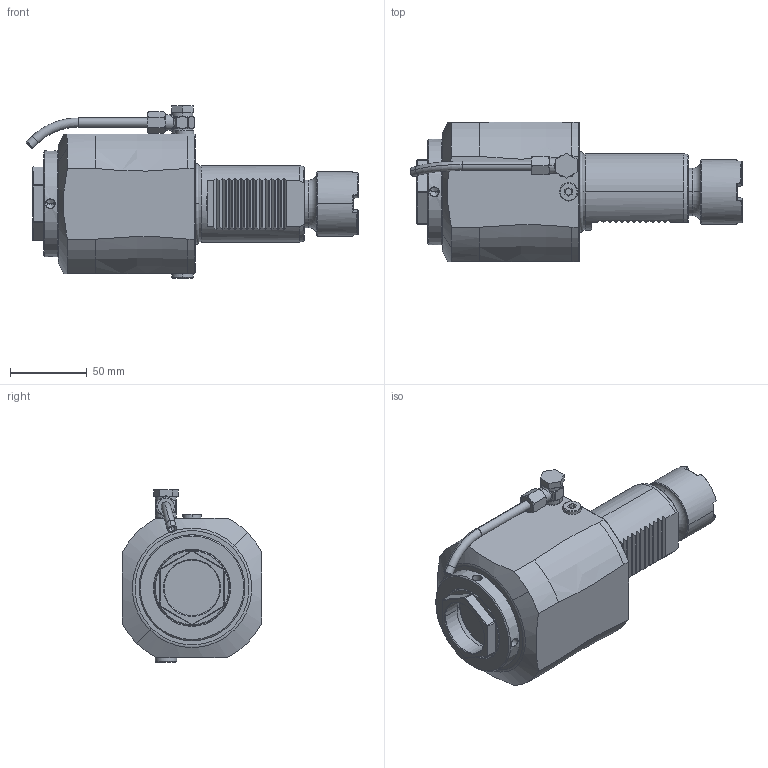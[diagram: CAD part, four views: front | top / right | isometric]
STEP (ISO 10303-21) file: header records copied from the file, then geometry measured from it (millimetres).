
FILE_DESCRIPTION((''),'2;1');
FILE_NAME('NGT1_50_155_40_3HDJA','2025-04-08T',('vali'),('NOVA GRUP'),'PRO/ENGINEER BY PARAMETRIC TECHNOLOGY CORPORATION, 2010280','PRO/ENGINEER BY PARAMETRIC TECHNOLOGY CORPORATION, 2010280','');
FILE_SCHEMA(('CONFIG_CONTROL_DESIGN'));
Length unit declared in the file: millimetre
Products named in the file (1): NGT1_50_155_40_3HDJA
Bounding box: 216.44 x 91 x 112.4 mm (x, y, z)
Volume: 862973.4 mm3; surface area: 70881.6 mm2
Topology: 1 solids, 2 shells, 415 faces, 1035 edges, 636 vertices
Faces by surface type: plane 159, cylinder 104, cone 59, bspline 54, torus 39
Entity records: 17546 total; most frequent: CARTESIAN_POINT 8324, ORIENTED_EDGE 2054, DIRECTION 1701, EDGE_CURVE 1027, AXIS2_PLACEMENT_3D 662, VERTEX_POINT 636, EDGE_LOOP 441, FACE_OUTER_BOUND 415
